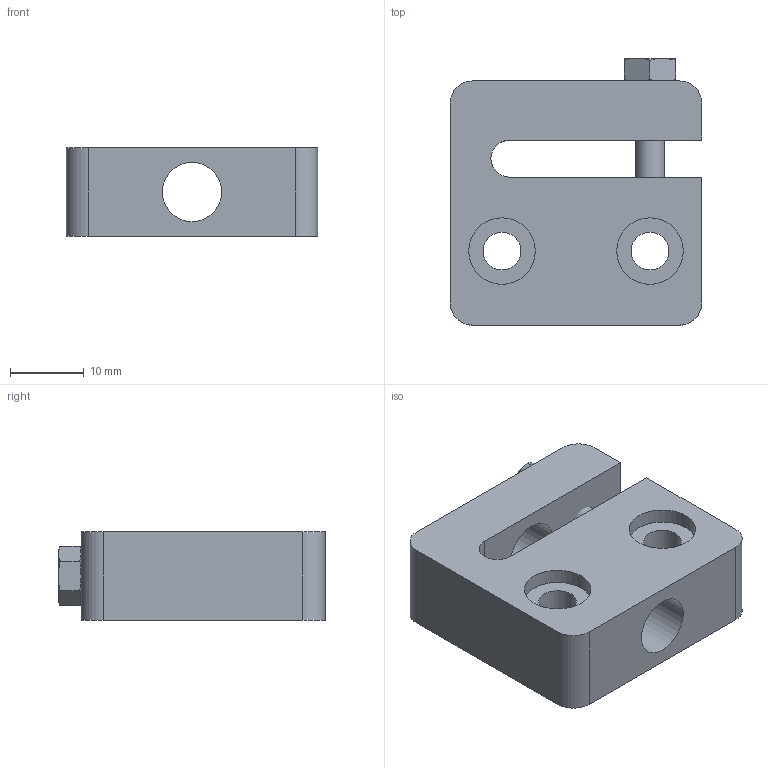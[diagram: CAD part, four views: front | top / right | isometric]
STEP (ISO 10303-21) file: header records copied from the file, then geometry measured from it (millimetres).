
FILE_DESCRIPTION(/* description */ (''),/* implementation_level */ '2;1');
FILE_NAME(/* name */ 'HW2205GC-TR8_4 Anti-Backlash Nut Block.step',/* time_stamp */ '2022-10-11T10:59:03+01:00',/* author */ (''),/* organization */ (''),/* preprocessor_version */ 'ST-DEVELOPER v19',/* originating_system */ 'Autodesk Translation Framework v11.7.0.108',/* authorisation */ '');
FILE_SCHEMA (('AUTOMOTIVE_DESIGN { 1 0 10303 214 3 1 1 }'));
Length unit declared in the file: millimetre
Products named in the file (3): HW2205GC; _M4x16 Set Screw v1; _ISO-4032 - M4 v1
Assembly tree (2 placements, depth 2):
  HW2205GC
    _M4x16 Set Screw v1
    _ISO-4032 - M4 v1
Bounding box: 34 x 36 x 12 mm (x, y, z)
Volume: 9495.4 mm3; surface area: 5578.4 mm2
Topology: 3 solids, 3 shells, 63 faces, 145 edges, 92 vertices
Faces by surface type: plane 35, cylinder 14, torus 12, cone 2
Full cylindrical faces by diameter (mm): 3.332 x2, 3.908 x1, 5.1 x2, 8 x2, 9 x2
Entity records: 2013 total; most frequent: CARTESIAN_POINT 473, DIRECTION 299, ORIENTED_EDGE 290, EDGE_CURVE 145, AXIS2_PLACEMENT_3D 110, VERTEX_POINT 92, EDGE_LOOP 79, LINE 79
